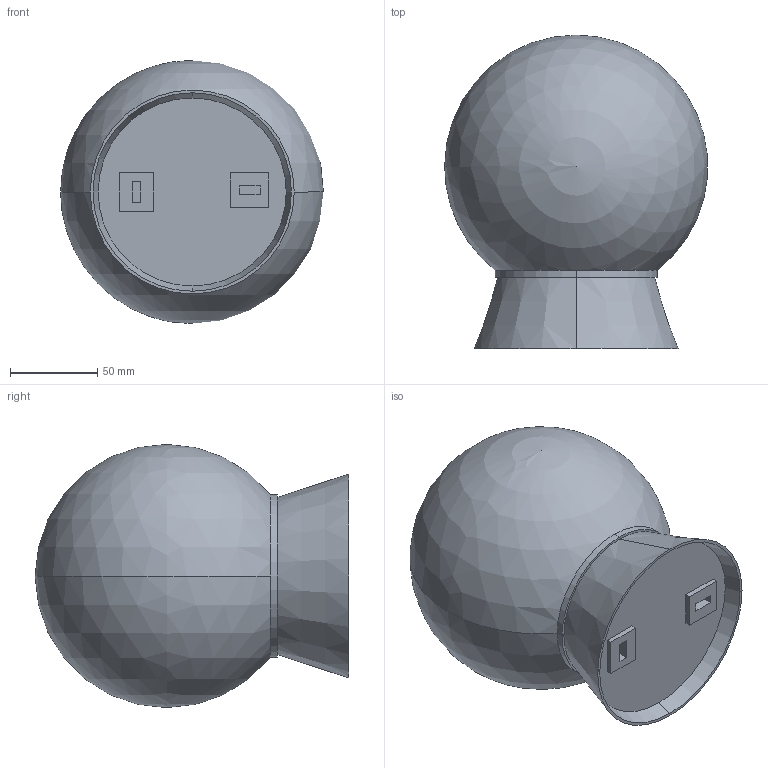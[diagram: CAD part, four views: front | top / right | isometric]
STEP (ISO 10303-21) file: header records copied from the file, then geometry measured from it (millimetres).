
FILE_DESCRIPTION (( 'STEP AP214' ), '1' );
FILE_NAME ('LNPP0-9101-1-060-K01 Ñâåòèëüíèê ÍÏÏ9101 áåëûé_øàð 60Âò IP33 ÈÝÊ.STEP', '2017-06-23T07:52:03', ( '' ), ( '' ), 'SwSTEP 2.0', 'SolidWorks 2014', '' );
FILE_SCHEMA (( 'AUTOMOTIVE_DESIGN' ));
Length unit declared in the file: millimetre
Products named in the file (1): LNPP0-9101-1-060-K01 Ñâåòèëüíèê ÍÏÏ9101 áåëûé_øàð 60Âò IP33 ÈÝÊ
Bounding box: 150.75 x 180 x 151 mm (x, y, z)
Volume: 2034288.5 mm3; surface area: 94216.8 mm2
Topology: 1 solids, 1 shells, 31 faces, 75 edges, 50 vertices
Faces by surface type: plane 23, cone 4, cylinder 2, sphere 2
Entity records: 902 total; most frequent: DIRECTION 150, CARTESIAN_POINT 149, ORIENTED_EDGE 140, EDGE_CURVE 70, VECTOR 54, LINE 54, AXIS2_PLACEMENT_3D 48, VERTEX_POINT 47
